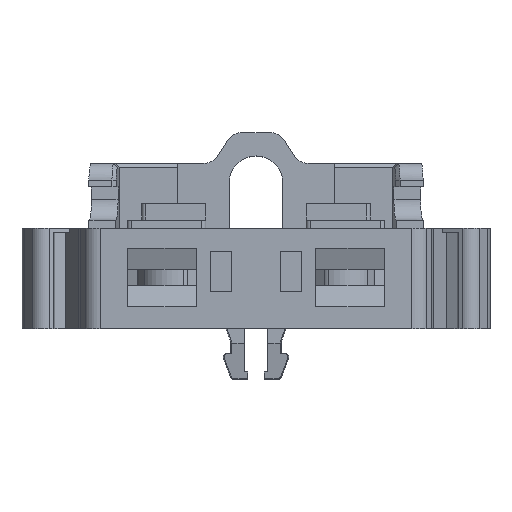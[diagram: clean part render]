
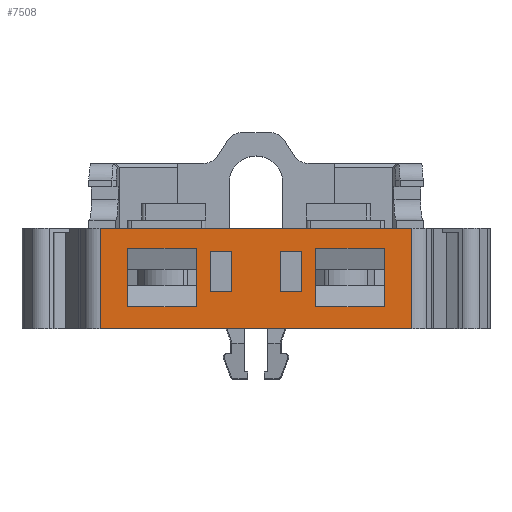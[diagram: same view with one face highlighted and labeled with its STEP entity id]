
A CAD part, top view. The second image highlights one B-rep face of the part: STEP entity #7508.
In plain terms, the highlighted planar face has unit normal (0, 0, 1).
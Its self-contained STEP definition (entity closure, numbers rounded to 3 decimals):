
#336=LINE('',#11044,#1231);
#403=LINE('',#11222,#1298);
#406=LINE('',#11228,#1301);
#409=LINE('',#11234,#1304);
#450=LINE('',#11314,#1345);
#453=LINE('',#11320,#1348);
#456=LINE('',#11326,#1351);
#460=LINE('',#11334,#1355);
#461=LINE('',#11337,#1356);
#462=LINE('',#11339,#1357);
#463=LINE('',#11341,#1358);
#464=LINE('',#11342,#1359);
#465=LINE('',#11343,#1360);
#466=LINE('',#11344,#1361);
#467=LINE('',#11346,#1362);
#468=LINE('',#11348,#1363);
#469=LINE('',#11349,#1364);
#470=LINE('',#11352,#1365);
#471=LINE('',#11354,#1366);
#472=LINE('',#11356,#1367);
#1231=VECTOR('',#8776,1000.);
#1298=VECTOR('',#8893,1000.);
#1301=VECTOR('',#8898,1000.);
#1304=VECTOR('',#8903,1000.);
#1345=VECTOR('',#8966,1000.);
#1348=VECTOR('',#8971,1000.);
#1351=VECTOR('',#8976,1000.);
#1355=VECTOR('',#8982,1000.);
#1356=VECTOR('',#8983,1000.);
#1357=VECTOR('',#8984,1000.);
#1358=VECTOR('',#8985,1000.);
#1359=VECTOR('',#8986,1000.);
#1360=VECTOR('',#8987,1000.);
#1361=VECTOR('',#8988,1000.);
#1362=VECTOR('',#8989,1000.);
#1363=VECTOR('',#8990,1000.);
#1364=VECTOR('',#8991,1000.);
#1365=VECTOR('',#8992,1000.);
#1366=VECTOR('',#8993,1000.);
#1367=VECTOR('',#8994,1000.);
#2347=ORIENTED_EDGE('',*,*,#4584,.T.);
#2348=ORIENTED_EDGE('',*,*,#4585,.T.);
#2349=ORIENTED_EDGE('',*,*,#4586,.T.);
#2350=ORIENTED_EDGE('',*,*,#4587,.T.);
#2351=ORIENTED_EDGE('',*,*,#4527,.T.);
#2352=ORIENTED_EDGE('',*,*,#4588,.T.);
#2353=ORIENTED_EDGE('',*,*,#4533,.T.);
#2354=ORIENTED_EDGE('',*,*,#4530,.T.);
#2355=ORIENTED_EDGE('',*,*,#4574,.T.);
#2356=ORIENTED_EDGE('',*,*,#4589,.T.);
#2357=ORIENTED_EDGE('',*,*,#4580,.T.);
#2358=ORIENTED_EDGE('',*,*,#4577,.T.);
#2359=ORIENTED_EDGE('',*,*,#4438,.F.);
#2360=ORIENTED_EDGE('',*,*,#4590,.T.);
#2361=ORIENTED_EDGE('',*,*,#4591,.T.);
#2362=ORIENTED_EDGE('',*,*,#4592,.T.);
#2363=ORIENTED_EDGE('',*,*,#4593,.T.);
#2364=ORIENTED_EDGE('',*,*,#4594,.T.);
#2365=ORIENTED_EDGE('',*,*,#4595,.T.);
#2366=ORIENTED_EDGE('',*,*,#4596,.T.);
#4438=EDGE_CURVE('',#5568,#5569,#336,.T.);
#4527=EDGE_CURVE('',#5651,#5650,#403,.T.);
#4530=EDGE_CURVE('',#5653,#5651,#406,.T.);
#4533=EDGE_CURVE('',#5655,#5653,#409,.T.);
#4574=EDGE_CURVE('',#5683,#5682,#450,.T.);
#4577=EDGE_CURVE('',#5685,#5683,#453,.T.);
#4580=EDGE_CURVE('',#5687,#5685,#456,.T.);
#4584=EDGE_CURVE('',#5690,#5691,#460,.T.);
#4585=EDGE_CURVE('',#5691,#5692,#461,.T.);
#4586=EDGE_CURVE('',#5692,#5693,#462,.T.);
#4587=EDGE_CURVE('',#5693,#5690,#463,.T.);
#4588=EDGE_CURVE('',#5650,#5655,#464,.T.);
#4589=EDGE_CURVE('',#5682,#5687,#465,.T.);
#4590=EDGE_CURVE('',#5568,#5694,#466,.F.);
#4591=EDGE_CURVE('',#5694,#5695,#467,.T.);
#4592=EDGE_CURVE('',#5695,#5569,#468,.T.);
#4593=EDGE_CURVE('',#5696,#5697,#469,.T.);
#4594=EDGE_CURVE('',#5697,#5698,#470,.T.);
#4595=EDGE_CURVE('',#5698,#5699,#471,.T.);
#4596=EDGE_CURVE('',#5699,#5696,#472,.T.);
#5568=VERTEX_POINT('',#11043);
#5569=VERTEX_POINT('',#11045);
#5650=VERTEX_POINT('',#11221);
#5651=VERTEX_POINT('',#11223);
#5653=VERTEX_POINT('',#11229);
#5655=VERTEX_POINT('',#11235);
#5682=VERTEX_POINT('',#11313);
#5683=VERTEX_POINT('',#11315);
#5685=VERTEX_POINT('',#11321);
#5687=VERTEX_POINT('',#11327);
#5690=VERTEX_POINT('',#11335);
#5691=VERTEX_POINT('',#11336);
#5692=VERTEX_POINT('',#11338);
#5693=VERTEX_POINT('',#11340);
#5694=VERTEX_POINT('',#11345);
#5695=VERTEX_POINT('',#11347);
#5696=VERTEX_POINT('',#11350);
#5697=VERTEX_POINT('',#11351);
#5698=VERTEX_POINT('',#11353);
#5699=VERTEX_POINT('',#11355);
#6399=EDGE_LOOP('',(#2347,#2348,#2349,#2350));
#6400=EDGE_LOOP('',(#2351,#2352,#2353,#2354));
#6401=EDGE_LOOP('',(#2355,#2356,#2357,#2358));
#6402=EDGE_LOOP('',(#2359,#2360,#2361,#2362));
#6403=EDGE_LOOP('',(#2363,#2364,#2365,#2366));
#6815=FACE_BOUND('',#6399,.T.);
#6816=FACE_BOUND('',#6400,.T.);
#6817=FACE_BOUND('',#6401,.T.);
#6818=FACE_BOUND('',#6402,.T.);
#6819=FACE_BOUND('',#6403,.T.);
#7226=PLANE('',#8003);
#7508=ADVANCED_FACE('',(#6815,#6816,#6817,#6818,#6819),#7226,.T.);
#8003=AXIS2_PLACEMENT_3D('',#11333,#8980,#8981);
#8776=DIRECTION('',(-1.,0.,0.));
#8893=DIRECTION('',(0.,1.,0.));
#8898=DIRECTION('',(-1.,0.,0.));
#8903=DIRECTION('',(0.,-1.,0.));
#8966=DIRECTION('',(0.,1.,0.));
#8971=DIRECTION('',(-1.,0.,0.));
#8976=DIRECTION('',(0.,-1.,0.));
#8980=DIRECTION('',(0.,0.,1.));
#8981=DIRECTION('',(1.,0.,0.));
#8982=DIRECTION('',(1.,0.,0.));
#8983=DIRECTION('',(0.,-1.,0.));
#8984=DIRECTION('',(-1.,0.,0.));
#8985=DIRECTION('',(0.,1.,0.));
#8986=DIRECTION('',(1.,0.,0.));
#8987=DIRECTION('',(1.,0.,0.));
#8988=DIRECTION('',(0.,-1.,0.));
#8989=DIRECTION('',(-1.,0.,0.));
#8990=DIRECTION('',(0.,-1.,0.));
#8991=DIRECTION('',(1.,0.,0.));
#8992=DIRECTION('',(0.,-1.,0.));
#8993=DIRECTION('',(-1.,0.,0.));
#8994=DIRECTION('',(0.,1.,0.));
#11043=CARTESIAN_POINT('',(9.323,0.,12.7));
#11044=CARTESIAN_POINT('',(9.9,0.,12.7));
#11045=CARTESIAN_POINT('',(-9.323,0.,12.7));
#11221=CARTESIAN_POINT('',(-7.675,4.8,12.7));
#11222=CARTESIAN_POINT('',(-7.675,4.8,12.7));
#11223=CARTESIAN_POINT('',(-7.675,1.3,12.7));
#11228=CARTESIAN_POINT('',(-7.675,1.3,12.7));
#11229=CARTESIAN_POINT('',(-3.575,1.3,12.7));
#11234=CARTESIAN_POINT('',(-3.575,1.3,12.7));
#11235=CARTESIAN_POINT('',(-3.575,4.8,12.7));
#11313=CARTESIAN_POINT('',(3.575,4.8,12.7));
#11314=CARTESIAN_POINT('',(3.575,4.8,12.7));
#11315=CARTESIAN_POINT('',(3.575,1.3,12.7));
#11320=CARTESIAN_POINT('',(3.575,1.3,12.7));
#11321=CARTESIAN_POINT('',(7.675,1.3,12.7));
#11326=CARTESIAN_POINT('',(7.675,1.3,12.7));
#11327=CARTESIAN_POINT('',(7.675,4.8,12.7));
#11333=CARTESIAN_POINT('',(9.9,6.,12.7));
#11334=CARTESIAN_POINT('',(-2.75,4.6,12.7));
#11335=CARTESIAN_POINT('',(-2.75,4.6,12.7));
#11336=CARTESIAN_POINT('',(-1.45,4.6,12.7));
#11337=CARTESIAN_POINT('',(-1.45,4.6,12.7));
#11338=CARTESIAN_POINT('',(-1.45,2.2,12.7));
#11339=CARTESIAN_POINT('',(-1.45,2.2,12.7));
#11340=CARTESIAN_POINT('',(-2.75,2.2,12.7));
#11341=CARTESIAN_POINT('',(-2.75,2.2,12.7));
#11342=CARTESIAN_POINT('',(-3.575,4.8,12.7));
#11343=CARTESIAN_POINT('',(7.675,4.8,12.7));
#11344=CARTESIAN_POINT('',(9.323,6.,12.7));
#11345=CARTESIAN_POINT('',(9.323,6.,12.7));
#11346=CARTESIAN_POINT('',(9.9,6.,12.7));
#11347=CARTESIAN_POINT('',(-9.323,6.,12.7));
#11348=CARTESIAN_POINT('',(-9.323,6.,12.7));
#11349=CARTESIAN_POINT('',(1.45,4.6,12.7));
#11350=CARTESIAN_POINT('',(1.45,4.6,12.7));
#11351=CARTESIAN_POINT('',(2.75,4.6,12.7));
#11352=CARTESIAN_POINT('',(2.75,4.6,12.7));
#11353=CARTESIAN_POINT('',(2.75,2.2,12.7));
#11354=CARTESIAN_POINT('',(2.75,2.2,12.7));
#11355=CARTESIAN_POINT('',(1.45,2.2,12.7));
#11356=CARTESIAN_POINT('',(1.45,2.2,12.7));
